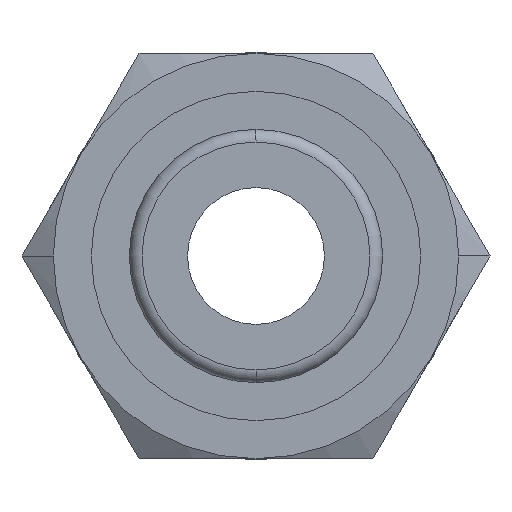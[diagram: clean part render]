
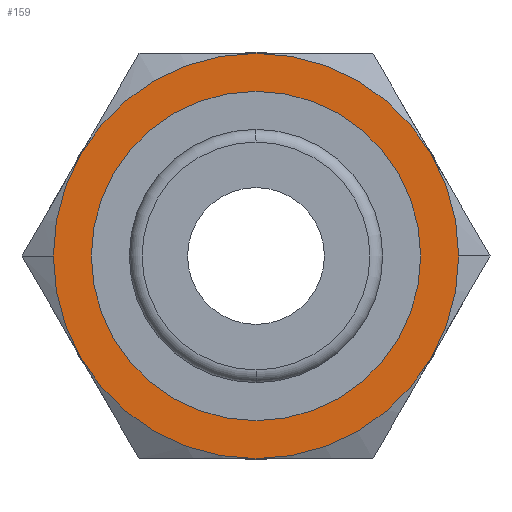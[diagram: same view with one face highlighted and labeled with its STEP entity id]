
A CAD part, front view. The second image highlights one B-rep face of the part: STEP entity #159.
In plain terms, the highlighted planar face has unit normal (0, -1, 0).
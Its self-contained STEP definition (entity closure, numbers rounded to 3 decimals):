
#159=ADVANCED_FACE('',(#347,#348),#349,.T.);
#347=FACE_OUTER_BOUND('',#564,.T.);
#348=FACE_BOUND('',#565,.T.);
#349=PLANE('',#566);
#564=EDGE_LOOP('',(#952,#953,#954,#955,#956,#957,#958,#959));
#565=EDGE_LOOP('',(#960,#961));
#566=AXIS2_PLACEMENT_3D('',#962,#963,#964);
#952=ORIENTED_EDGE('',*,*,#1365,.F.);
#953=ORIENTED_EDGE('',*,*,#1303,.F.);
#954=ORIENTED_EDGE('',*,*,#1366,.F.);
#955=ORIENTED_EDGE('',*,*,#1367,.F.);
#956=ORIENTED_EDGE('',*,*,#1368,.F.);
#957=ORIENTED_EDGE('',*,*,#1273,.F.);
#958=ORIENTED_EDGE('',*,*,#1311,.F.);
#959=ORIENTED_EDGE('',*,*,#1369,.F.);
#960=ORIENTED_EDGE('',*,*,#1349,.F.);
#961=ORIENTED_EDGE('',*,*,#1344,.F.);
#962=CARTESIAN_POINT('',(2.0,18.0,0.0));
#963=DIRECTION('',(-0.0,-1.0,-0.0));
#964=DIRECTION('',(-1.0,0.0,0.0));
#1273=EDGE_CURVE('',#1518,#1515,#1520,.T.);
#1303=EDGE_CURVE('',#1562,#1495,#1564,.T.);
#1311=EDGE_CURVE('',#1574,#1518,#1576,.T.);
#1344=EDGE_CURVE('',#1621,#1623,#1624,.T.);
#1349=EDGE_CURVE('',#1623,#1621,#1630,.T.);
#1365=EDGE_CURVE('',#1495,#1649,#1650,.T.);
#1366=EDGE_CURVE('',#1612,#1562,#1651,.T.);
#1367=EDGE_CURVE('',#1652,#1612,#1653,.T.);
#1368=EDGE_CURVE('',#1515,#1652,#1654,.T.);
#1369=EDGE_CURVE('',#1649,#1574,#1655,.T.);
#1495=VERTEX_POINT('',#1810);
#1515=VERTEX_POINT('',#1878);
#1518=VERTEX_POINT('',#1892);
#1520=CIRCLE('',#1905,4.0);
#1562=VERTEX_POINT('',#1966);
#1564=CIRCLE('',#1979,4.0);
#1574=VERTEX_POINT('',#2002);
#1576=CIRCLE('',#2015,4.0);
#1612=VERTEX_POINT('',#2123);
#1621=VERTEX_POINT('',#2156);
#1623=VERTEX_POINT('',#2159);
#1624=CIRCLE('',#2160,3.25);
#1630=CIRCLE('',#2167,3.25);
#1649=VERTEX_POINT('',#2186);
#1650=CIRCLE('',#2187,4.0);
#1651=CIRCLE('',#2188,4.0);
#1652=VERTEX_POINT('',#2189);
#1653=CIRCLE('',#2190,4.0);
#1654=CIRCLE('',#2191,4.0);
#1655=CIRCLE('',#2192,4.0);
#1810=CARTESIAN_POINT('',(3.464,18.0,2.0));
#1878=CARTESIAN_POINT('',(-3.464,18.0,-2.0));
#1892=CARTESIAN_POINT('',(0.0,18.0,-4.0));
#1905=AXIS2_PLACEMENT_3D('',#2410,#2411,#2412);
#1966=CARTESIAN_POINT('',(0.,18.0,4.0));
#1979=AXIS2_PLACEMENT_3D('',#2454,#2455,#2456);
#2002=CARTESIAN_POINT('',(3.464,18.0,-2.0));
#2015=AXIS2_PLACEMENT_3D('',#2462,#2463,#2464);
#2123=CARTESIAN_POINT('',(-3.464,18.0,2.0));
#2156=CARTESIAN_POINT('',(3.25,18.0,0.));
#2159=CARTESIAN_POINT('',(-3.25,18.0,0.));
#2160=AXIS2_PLACEMENT_3D('',#2492,#2493,#2494);
#2167=AXIS2_PLACEMENT_3D('',#2502,#2503,#2504);
#2186=CARTESIAN_POINT('',(4.0,18.0,0.));
#2187=AXIS2_PLACEMENT_3D('',#2532,#2533,#2534);
#2188=AXIS2_PLACEMENT_3D('',#2535,#2536,#2537);
#2189=CARTESIAN_POINT('',(-4.0,18.0,0.));
#2190=AXIS2_PLACEMENT_3D('',#2538,#2539,#2540);
#2191=AXIS2_PLACEMENT_3D('',#2541,#2542,#2543);
#2192=AXIS2_PLACEMENT_3D('',#2544,#2545,#2546);
#2410=CARTESIAN_POINT('',(0.0,18.0,0.0));
#2411=DIRECTION('',(-0.0,1.0,0.0));
#2412=DIRECTION('',(1.0,0.0,0.0));
#2454=CARTESIAN_POINT('',(0.0,18.0,0.0));
#2455=DIRECTION('',(-0.0,1.0,0.0));
#2456=DIRECTION('',(1.0,0.0,0.0));
#2462=CARTESIAN_POINT('',(0.0,18.0,0.0));
#2463=DIRECTION('',(-0.0,1.0,0.0));
#2464=DIRECTION('',(1.0,0.0,0.0));
#2492=CARTESIAN_POINT('',(0.0,18.0,0.0));
#2493=DIRECTION('',(0.0,-1.0,0.0));
#2494=DIRECTION('',(1.0,0.0,0.0));
#2502=CARTESIAN_POINT('',(0.0,18.0,0.0));
#2503=DIRECTION('',(0.0,-1.0,0.0));
#2504=DIRECTION('',(1.0,0.0,0.0));
#2532=CARTESIAN_POINT('',(0.0,18.0,0.0));
#2533=DIRECTION('',(-0.0,1.0,0.0));
#2534=DIRECTION('',(1.0,0.0,0.0));
#2535=CARTESIAN_POINT('',(0.0,18.0,0.0));
#2536=DIRECTION('',(-0.0,1.0,0.0));
#2537=DIRECTION('',(1.0,0.0,0.0));
#2538=CARTESIAN_POINT('',(0.0,18.0,0.0));
#2539=DIRECTION('',(-0.0,1.0,0.0));
#2540=DIRECTION('',(1.0,0.0,0.0));
#2541=CARTESIAN_POINT('',(0.0,18.0,0.0));
#2542=DIRECTION('',(-0.0,1.0,0.0));
#2543=DIRECTION('',(1.0,0.0,0.0));
#2544=CARTESIAN_POINT('',(0.0,18.0,0.0));
#2545=DIRECTION('',(-0.0,1.0,0.0));
#2546=DIRECTION('',(1.0,0.0,0.0));
